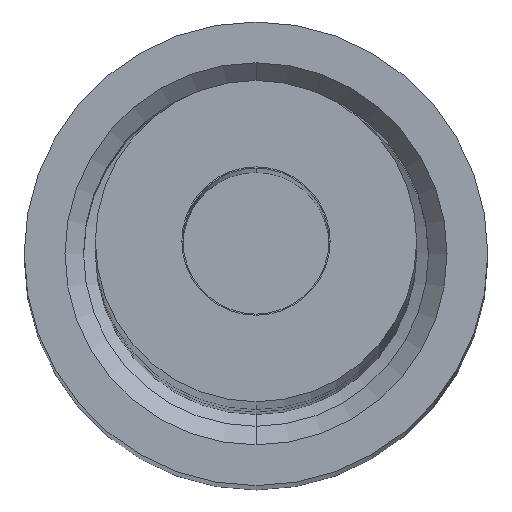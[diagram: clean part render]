
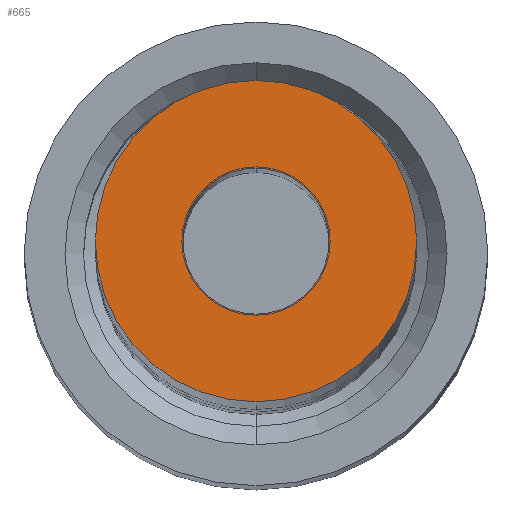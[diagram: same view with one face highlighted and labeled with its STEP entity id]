
A CAD part, top view. The second image highlights one B-rep face of the part: STEP entity #665.
In plain terms, the highlighted face is planar.
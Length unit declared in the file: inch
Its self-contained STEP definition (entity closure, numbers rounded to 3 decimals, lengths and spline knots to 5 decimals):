
#420=CARTESIAN_POINT('',(-50.,0.,0.));
#421=DIRECTION('',(-1.,0.,0.));
#422=DIRECTION('',(0.,-1.,0.));
#423=AXIS2_PLACEMENT_3D('',#420,#421,#422);
#425=CARTESIAN_POINT('',(-50.,0.,0.));
#426=DIRECTION('',(-1.,0.,0.));
#427=DIRECTION('',(0.,1.,0.));
#428=AXIS2_PLACEMENT_3D('',#425,#426,#427);
#430=CARTESIAN_POINT('',(-50.,0.,0.));
#431=DIRECTION('',(-1.,0.,0.));
#432=DIRECTION('',(0.,-1.,0.));
#433=AXIS2_PLACEMENT_3D('',#430,#431,#432);
#435=CARTESIAN_POINT('',(-50.,0.,0.));
#436=DIRECTION('',(-1.,0.,0.));
#437=DIRECTION('',(0.,1.,0.));
#438=AXIS2_PLACEMENT_3D('',#435,#436,#437);
#460=CARTESIAN_POINT('',(-50.,-1.1,0.));
#461=CARTESIAN_POINT('',(-50.,1.1,0.));
#462=VERTEX_POINT('',#460);
#463=VERTEX_POINT('',#461);
#468=CARTESIAN_POINT('',(-50.,-0.5,0.));
#469=CARTESIAN_POINT('',(-50.,0.5,0.));
#470=VERTEX_POINT('',#468);
#471=VERTEX_POINT('',#469);
#650=CARTESIAN_POINT('',(-50.,0.,0.));
#651=DIRECTION('',(-1.,0.,0.));
#652=DIRECTION('',(0.,-1.,0.));
#653=AXIS2_PLACEMENT_3D('',#650,#651,#652);
#654=PLANE('',#653);
#655=ORIENTED_EDGE('',*,*,#630,.F.);
#656=ORIENTED_EDGE('',*,*,#644,.F.);
#657=EDGE_LOOP('',(#655,#656));
#658=FACE_OUTER_BOUND('',#657,.F.);
#660=ORIENTED_EDGE('',*,*,#659,.T.);
#662=ORIENTED_EDGE('',*,*,#661,.T.);
#663=EDGE_LOOP('',(#660,#662));
#664=FACE_BOUND('',#663,.F.);
#665=ADVANCED_FACE('',(#658,#664),#654,.T.);
#424=CIRCLE('',#423,1.1);
#429=CIRCLE('',#428,1.1);
#434=CIRCLE('',#433,0.5);
#439=CIRCLE('',#438,0.5);
#630=EDGE_CURVE('',#462,#463,#424,.T.);
#644=EDGE_CURVE('',#463,#462,#429,.T.);
#659=EDGE_CURVE('',#470,#471,#434,.T.);
#661=EDGE_CURVE('',#471,#470,#439,.T.);
